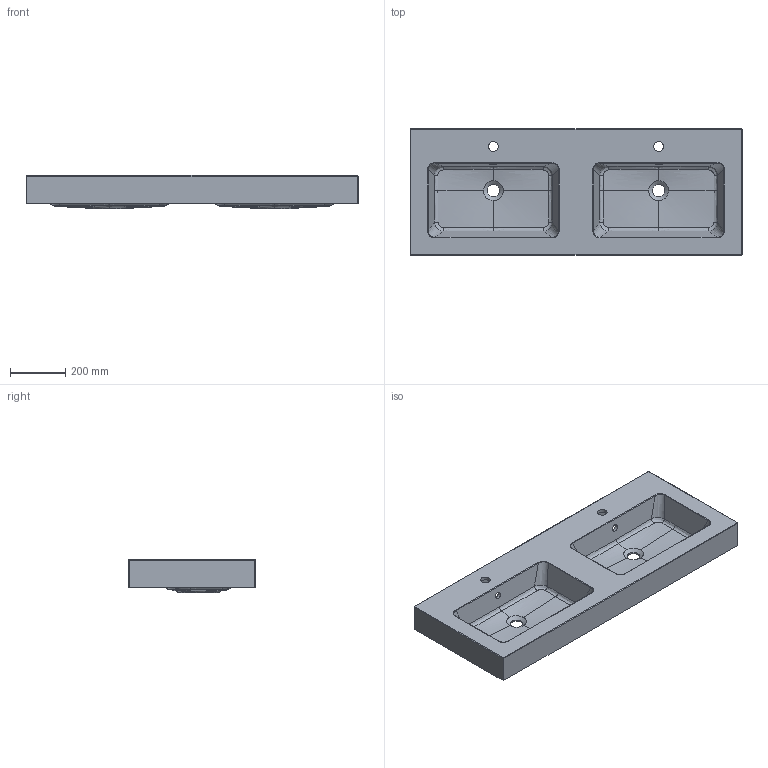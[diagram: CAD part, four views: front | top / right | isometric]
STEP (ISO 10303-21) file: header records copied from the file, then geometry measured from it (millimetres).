
FILE_DESCRIPTION(/* description */ (''),/* implementation_level */ '2;1');
FILE_NAME(/* name */ '18-146_M8139B_120x46_2V_SHARK.stp',/* time_stamp */ '2021-05-10T08:13:23+02:00',/* author */ (''),/* organization */ (''),/* preprocessor_version */ 'ST-DEVELOPER v15',/* originating_system */ 'SIEMENS PLM Software NX 8.5',/* authorisation */ '');
FILE_SCHEMA (('AP203_CONFIGURATION_CONTROLLED_3D_DESIGN_OF_MECHANICAL_PARTS_AND_ASSEMBLIES_MIM_LF { 1 0 10303 403 2 1 2}'));
Products named in the file (1): carl716CCD3Bokfu
Bounding box: 1205 x 460 x 120 mm (x, y, z)
Volume: 13451226 mm3; surface area: 2075375.2 mm2
Topology: 1 solids, 1 shells, 441 faces, 1054 edges, 606 vertices
Faces by surface type: bspline 304, cylinder 66, plane 37, sphere 20, extrusion 8, torus 4, cone 2
Full cylindrical faces by diameter (mm): 20 x4, 25 x2, 35 x6, 46 x2
Entity records: 79364 total; most frequent: CARTESIAN_POINT 71228, ORIENTED_EDGE 2024, DIRECTION 1180, EDGE_CURVE 1012, VERTEX_POINT 596, AXIS2_PLACEMENT_3D 534, B_SPLINE_CURVE_WITH_KNOTS 496, EDGE_LOOP 484
